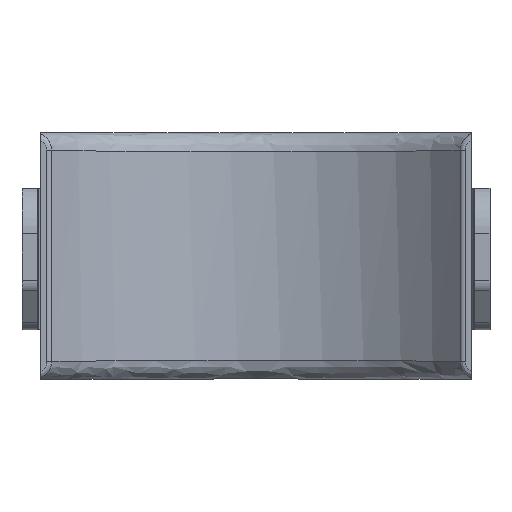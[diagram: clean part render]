
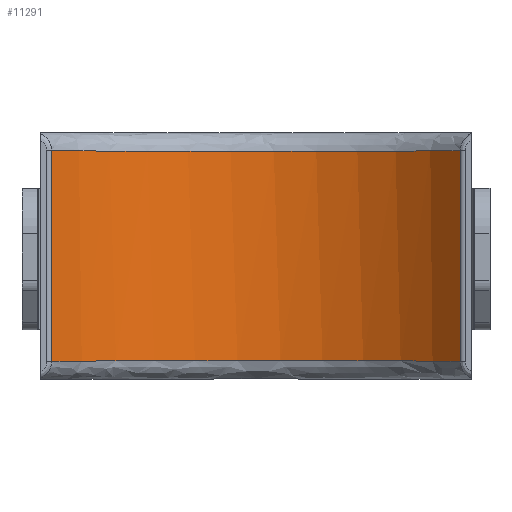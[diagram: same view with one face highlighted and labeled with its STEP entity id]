
A CAD part, front view. The second image highlights one B-rep face of the part: STEP entity #11291.
In plain terms, the highlighted cylindrical face has radius 43 mm (diameter 86 mm), a partial arc.
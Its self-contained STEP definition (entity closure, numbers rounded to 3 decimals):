
#7225=CARTESIAN_POINT('',(-33.17,-15.636,
17.154));
#7261=CARTESIAN_POINT('',(33.17,-15.636,17.154));
#7330=DIRECTION('',(0.,0.,1.));
#7331=VECTOR('',#7330,34.308);
#7332=CARTESIAN_POINT('',(-33.17,-15.636,
-17.154));
#7333=LINE('',#7332,#7331);
#7338=CARTESIAN_POINT('',(-33.17,-15.636,
-17.154));
#7339=CARTESIAN_POINT('',(-31.385,-13.472,
-17.11));
#7340=CARTESIAN_POINT('',(-28.815,-10.91,
-17.071));
#7341=CARTESIAN_POINT('',(-25.255,-8.169,
-17.041));
#7342=CARTESIAN_POINT('',(-22.559,-6.329,
-17.023));
#7343=CARTESIAN_POINT('',(-19.019,-4.332,
-17.01));
#7344=CARTESIAN_POINT('',(-15.247,-2.735,
-17.003));
#7345=CARTESIAN_POINT('',(-12.112,-1.716,
-17.001));
#7346=CARTESIAN_POINT('',(-8.956,-0.888,
-16.999));
#7347=CARTESIAN_POINT('',(-4.953,-0.191,
-16.999));
#7348=CARTESIAN_POINT('',(-0.04,0.094,
-16.999));
#7349=CARTESIAN_POINT('',(4.083,-0.139,
-16.999));
#7350=CARTESIAN_POINT('',(7.347,-0.608,
-16.999));
#7351=CARTESIAN_POINT('',(12.149,-1.583,
-17.));
#7352=CARTESIAN_POINT('',(16.758,-3.22,
-17.004));
#7353=CARTESIAN_POINT('',(21.138,-5.527,
-17.018));
#7354=CARTESIAN_POINT('',(23.934,-7.212,
-17.031));
#7355=CARTESIAN_POINT('',(27.226,-9.598,
-17.055));
#7356=CARTESIAN_POINT('',(30.247,-12.359,
-17.094));
#7357=CARTESIAN_POINT('',(32.172,-14.451,
-17.131));
#7358=CARTESIAN_POINT('',(32.937,-15.354,
-17.148));
#7359=CARTESIAN_POINT('',(33.17,-15.636,
-17.154));
#7361=CARTESIAN_POINT('',(33.17,-15.636,17.154));
#7362=CARTESIAN_POINT('',(32.937,-15.354,17.148));
#7363=CARTESIAN_POINT('',(32.172,-14.451,17.131));
#7364=CARTESIAN_POINT('',(30.247,-12.359,17.094));
#7365=CARTESIAN_POINT('',(27.226,-9.598,17.055));
#7366=CARTESIAN_POINT('',(23.934,-7.212,17.031));
#7367=CARTESIAN_POINT('',(21.138,-5.527,17.018));
#7368=CARTESIAN_POINT('',(16.758,-3.22,17.004));
#7369=CARTESIAN_POINT('',(12.149,-1.583,17.));
#7370=CARTESIAN_POINT('',(7.347,-0.608,
16.999));
#7371=CARTESIAN_POINT('',(4.083,-0.139,
16.999));
#7372=CARTESIAN_POINT('',(-0.04,0.094,
16.999));
#7373=CARTESIAN_POINT('',(-4.953,-0.191,
16.999));
#7374=CARTESIAN_POINT('',(-8.956,-0.888,
16.999));
#7375=CARTESIAN_POINT('',(-12.112,-1.716,
17.001));
#7376=CARTESIAN_POINT('',(-15.247,-2.735,
17.003));
#7377=CARTESIAN_POINT('',(-19.019,-4.332,
17.01));
#7378=CARTESIAN_POINT('',(-22.559,-6.329,
17.023));
#7379=CARTESIAN_POINT('',(-25.255,-8.169,
17.041));
#7380=CARTESIAN_POINT('',(-28.815,-10.91,
17.071));
#7381=CARTESIAN_POINT('',(-31.385,-13.472,
17.11));
#7382=CARTESIAN_POINT('',(-33.17,-15.636,
17.154));
#7391=CARTESIAN_POINT('',(33.17,-15.636,
-17.154));
#7398=CARTESIAN_POINT('',(-33.17,-15.636,
-17.154));
#7475=DIRECTION('',(0.,0.,-1.));
#7476=VECTOR('',#7475,34.308);
#7477=CARTESIAN_POINT('',(33.17,-15.636,17.154));
#7478=LINE('',#7477,#7476);
#8635=VERTEX_POINT('',#7391);
#8636=VERTEX_POINT('',#7398);
#8642=VERTEX_POINT('',#7261);
#8647=VERTEX_POINT('',#7225);
#11278=CARTESIAN_POINT('',(0.,-43.,20.));
#11279=DIRECTION('',(0.,0.,-1.));
#11280=DIRECTION('',(-1.,0.,0.));
#11281=AXIS2_PLACEMENT_3D('',#11278,#11279,#11280);
#11282=CYLINDRICAL_SURFACE('',#11281,43.);
#11284=ORIENTED_EDGE('',*,*,#11283,.F.);
#11285=ORIENTED_EDGE('',*,*,#11271,.T.);
#11286=ORIENTED_EDGE('',*,*,#10980,.F.);
#11288=ORIENTED_EDGE('',*,*,#11287,.T.);
#11289=EDGE_LOOP('',(#11284,#11285,#11286,#11288));
#11290=FACE_OUTER_BOUND('',#11289,.F.);
#11291=ADVANCED_FACE('',(#11290),#11282,.F.);
#7360=B_SPLINE_CURVE_WITH_KNOTS('',3,(#7338,#7339,#7340,#7341,#7342,#7343,#7344,
#7345,#7346,#7347,#7348,#7349,#7350,#7351,#7352,#7353,#7354,#7355,#7356,#7357,
#7358,#7359),.UNSPECIFIED.,.F.,.F.,(4,1,1,1,1,1,1,1,1,1,1,1,1,1,1,1,1,1,1,4),(
0.,0.112,0.144,0.176,0.241,
0.306,0.338,0.371,0.435,
0.5,0.565,0.597,0.629,
0.759,0.791,0.824,0.888,
0.953,0.986,1.),.UNSPECIFIED.);
#7383=B_SPLINE_CURVE_WITH_KNOTS('',3,(#7361,#7362,#7363,#7364,#7365,#7366,#7367,
#7368,#7369,#7370,#7371,#7372,#7373,#7374,#7375,#7376,#7377,#7378,#7379,#7380,
#7381,#7382),.UNSPECIFIED.,.F.,.F.,(4,1,1,1,1,1,1,1,1,1,1,1,1,1,1,1,1,1,1,4),(
0.,0.014,0.047,0.112,0.176,
0.209,0.241,0.371,0.403,
0.435,0.5,0.565,0.629,
0.662,0.694,0.759,0.824,
0.856,0.888,1.),.UNSPECIFIED.);
#10980=EDGE_CURVE('',#8642,#8647,#7383,.T.);
#11271=EDGE_CURVE('',#8636,#8647,#7333,.T.);
#11283=EDGE_CURVE('',#8636,#8635,#7360,.T.);
#11287=EDGE_CURVE('',#8642,#8635,#7478,.T.);
